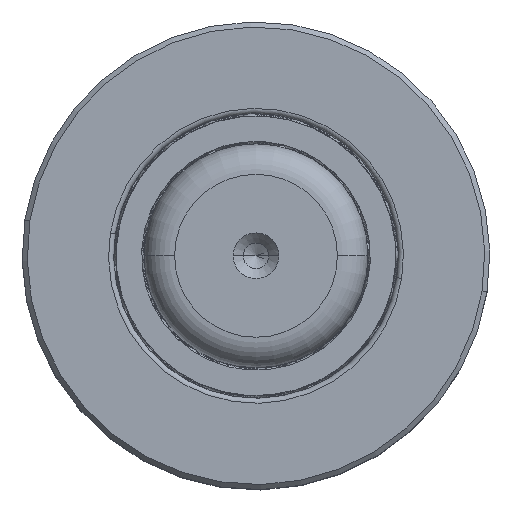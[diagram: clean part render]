
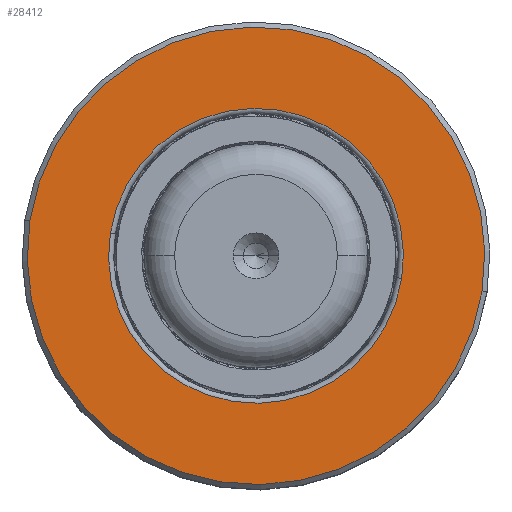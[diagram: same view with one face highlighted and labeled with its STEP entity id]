
A CAD part, top view. The second image highlights one B-rep face of the part: STEP entity #28412.
In plain terms, the highlighted face is planar.
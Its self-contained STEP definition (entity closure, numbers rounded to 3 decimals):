
#207 = DIRECTION ( 'NONE',  ( 0., 0., -1. ) ) ;
#2505 = DIRECTION ( 'NONE',  ( 0., -1., 0. ) ) ;
#2865 = DIRECTION ( 'NONE',  ( 0., 0., -1. ) ) ;
#4569 = AXIS2_PLACEMENT_3D ( 'NONE', #21580, #29951, #6911 ) ;
#5505 = AXIS2_PLACEMENT_3D ( 'NONE', #14347, #19804, #25733 ) ;
#5705 = AXIS2_PLACEMENT_3D ( 'NONE', #14609, #8886, #207 ) ;
#5836 = CARTESIAN_POINT ( 'NONE',  ( 0., 10.687, -22.5 ) ) ;
#6117 = EDGE_LOOP ( 'NONE', ( #20145, #10127 ) ) ;
#6889 = CARTESIAN_POINT ( 'NONE',  ( 0., 10.687, -14.5 ) ) ;
#6911 = DIRECTION ( 'NONE',  ( 0., 0., -1. ) ) ;
#8886 = DIRECTION ( 'NONE',  ( 0., -1., 0. ) ) ;
#10127 = ORIENTED_EDGE ( 'NONE', *, *, #23876, .F. ) ;
#10637 = VERTEX_POINT ( 'NONE', #26545 ) ;
#11760 = ORIENTED_EDGE ( 'NONE', *, *, #19981, .T. ) ;
#12247 = AXIS2_PLACEMENT_3D ( 'NONE', #28787, #2505, #2865 ) ;
#12640 = CIRCLE ( 'NONE', #12247, 14.5 ) ;
#13363 = VERTEX_POINT ( 'NONE', #5836 ) ;
#14347 = CARTESIAN_POINT ( 'NONE',  ( 22.5, 10.687, 0. ) ) ;
#14609 = CARTESIAN_POINT ( 'NONE',  ( 0., 10.687, 0. ) ) ;
#15748 = CIRCLE ( 'NONE', #4569, 22.5 ) ;
#17105 = CIRCLE ( 'NONE', #20857, 22.5 ) ;
#17836 = EDGE_LOOP ( 'NONE', ( #36034, #11760 ) ) ;
#18423 = EDGE_CURVE ( 'NONE', #20115, #10637, #34858, .T. ) ;
#19804 = DIRECTION ( 'NONE',  ( 0., 1., 0. ) ) ;
#19981 = EDGE_CURVE ( 'NONE', #10637, #20115, #12640, .T. ) ;
#20115 = VERTEX_POINT ( 'NONE', #6889 ) ;
#20145 = ORIENTED_EDGE ( 'NONE', *, *, #36893, .F. ) ;
#20499 = CARTESIAN_POINT ( 'NONE',  ( 0., 10.687, 22.5 ) ) ;
#20857 = AXIS2_PLACEMENT_3D ( 'NONE', #21178, #26986, #32440 ) ;
#21178 = CARTESIAN_POINT ( 'NONE',  ( 0., 10.687, 0. ) ) ;
#21580 = CARTESIAN_POINT ( 'NONE',  ( 0., 10.687, 0. ) ) ;
#22815 = PLANE ( 'NONE',  #5505 ) ;
#23239 = FACE_OUTER_BOUND ( 'NONE', #6117, .T. ) ;
#23876 = EDGE_CURVE ( 'NONE', #28933, #13363, #15748, .T. ) ;
#25733 = DIRECTION ( 'NONE',  ( 0., 0., 1. ) ) ;
#26545 = CARTESIAN_POINT ( 'NONE',  ( 0., 10.687, 14.5 ) ) ;
#26866 = FACE_BOUND ( 'NONE', #17836, .T. ) ;
#26986 = DIRECTION ( 'NONE',  ( 0., -1., 0. ) ) ;
#28412 = ADVANCED_FACE ( 'NONE', ( #26866, #23239 ), #22815, .T. ) ;
#28787 = CARTESIAN_POINT ( 'NONE',  ( 0., 10.687, 0. ) ) ;
#28933 = VERTEX_POINT ( 'NONE', #20499 ) ;
#29951 = DIRECTION ( 'NONE',  ( 0., -1., 0. ) ) ;
#32440 = DIRECTION ( 'NONE',  ( 0., 0., -1. ) ) ;
#34858 = CIRCLE ( 'NONE', #5705, 14.5 ) ;
#36034 = ORIENTED_EDGE ( 'NONE', *, *, #18423, .T. ) ;
#36893 = EDGE_CURVE ( 'NONE', #13363, #28933, #17105, .T. ) ;
